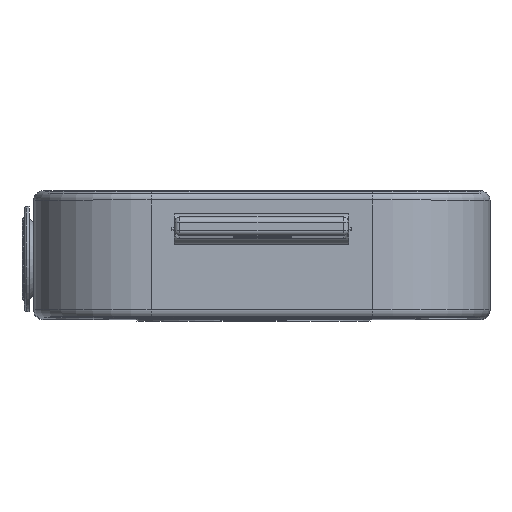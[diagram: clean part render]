
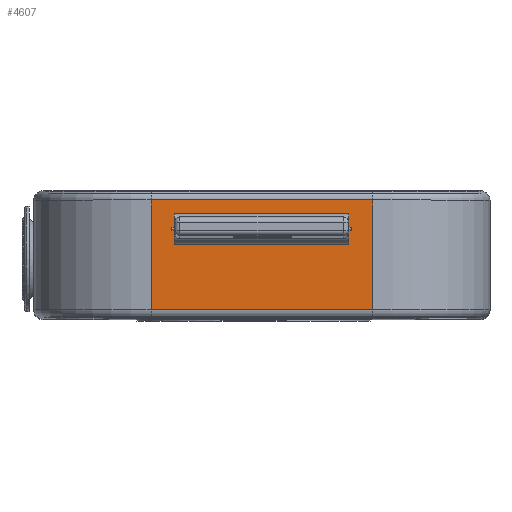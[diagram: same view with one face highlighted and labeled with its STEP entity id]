
A CAD part, top view. The second image highlights one B-rep face of the part: STEP entity #4607.
In plain terms, the highlighted planar face has unit normal (0, 0, 1).
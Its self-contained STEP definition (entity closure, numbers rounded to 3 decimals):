
#268=PLANE('',#5101);
#417=FACE_OUTER_BOUND('',#727,.T.);
#727=EDGE_LOOP('',(#3274,#3275,#3276,#3277));
#1086=LINE('',#7340,#1481);
#1094=LINE('',#7380,#1489);
#1095=LINE('',#7384,#1490);
#1096=LINE('',#7385,#1491);
#1481=VECTOR('',#5774,10.);
#1489=VECTOR('',#5826,10.);
#1490=VECTOR('',#5831,10.);
#1491=VECTOR('',#5832,10.);
#2086=VERTEX_POINT('',#7337);
#2087=VERTEX_POINT('',#7339);
#2097=VERTEX_POINT('',#7379);
#2098=VERTEX_POINT('',#7383);
#2508=EDGE_CURVE('',#2086,#2087,#1086,.T.);
#2528=EDGE_CURVE('',#2097,#2087,#1094,.T.);
#2530=EDGE_CURVE('',#2098,#2086,#1095,.T.);
#2531=EDGE_CURVE('',#2097,#2098,#1096,.T.);
#3274=ORIENTED_EDGE('',*,*,#2508,.F.);
#3275=ORIENTED_EDGE('',*,*,#2530,.F.);
#3276=ORIENTED_EDGE('',*,*,#2531,.F.);
#3277=ORIENTED_EDGE('',*,*,#2528,.T.);
#4607=ADVANCED_FACE('',(#417),#268,.T.);
#5101=AXIS2_PLACEMENT_3D('',#7382,#5829,#5830);
#5774=DIRECTION('',(-1.,0.,0.));
#5826=DIRECTION('',(0.,-1.,0.));
#5829=DIRECTION('center_axis',(0.,0.,1.));
#5830=DIRECTION('ref_axis',(-1.,0.,0.));
#5831=DIRECTION('',(0.,-1.,0.));
#5832=DIRECTION('',(1.,0.,0.));
#7337=CARTESIAN_POINT('',(8.973,-10.14,23.47));
#7339=CARTESIAN_POINT('',(-9.907,-10.14,23.47));
#7340=CARTESIAN_POINT('',(4.253,-10.14,23.47));
#7379=CARTESIAN_POINT('',(-9.907,-0.8,23.47));
#7380=CARTESIAN_POINT('',(-9.907,0.,23.47));
#7382=CARTESIAN_POINT('Origin',(8.973,0.,23.47));
#7383=CARTESIAN_POINT('',(8.973,-0.8,23.47));
#7384=CARTESIAN_POINT('',(8.973,0.,23.47));
#7385=CARTESIAN_POINT('',(4.253,-0.8,23.47));
